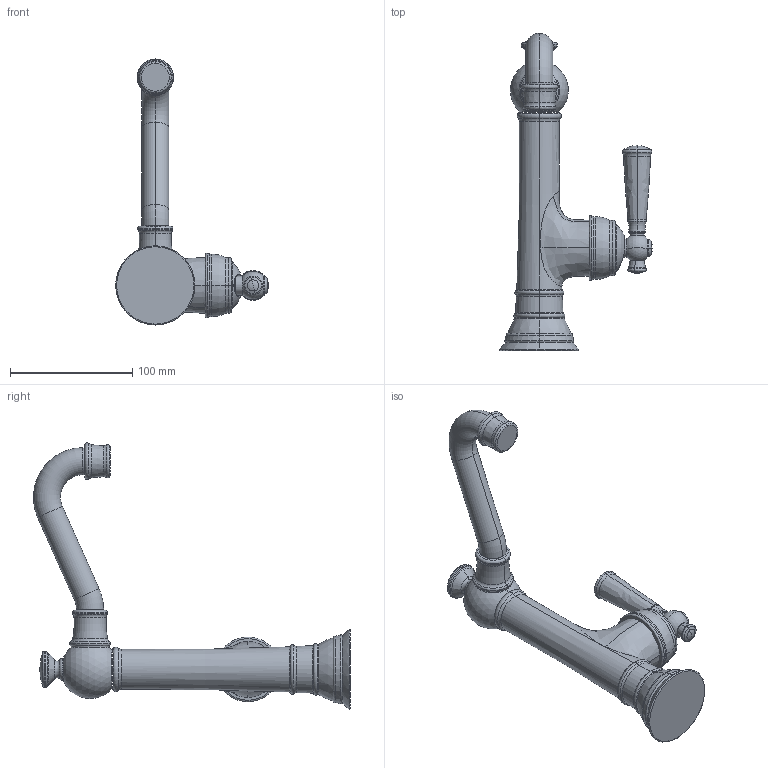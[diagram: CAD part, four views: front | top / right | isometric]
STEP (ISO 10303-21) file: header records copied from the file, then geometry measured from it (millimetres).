
FILE_DESCRIPTION((''),'2;1');
FILE_NAME('2470-5203','2021-05-12T08:55:41',('rsmith'),(''),'CREO PARAMETRIC BY PTC INC, 2018400','CREO PARAMETRIC BY PTC INC, 2018400','');
FILE_SCHEMA(('AUTOMOTIVE_DESIGN { 1 0 10303 214 1 1 1 1 }'));
Length unit declared in the file: inch
Products named in the file (1): 2470-5203
Bounding box: 124.68 x 258.99 x 217.45 mm (x, y, z)
Volume: 480111 mm3; surface area: 66476.6 mm2
Topology: 2 solids, 2 shells, 191 faces, 399 edges, 217 vertices
Faces by surface type: torus 96, cylinder 22, bspline 22, plane 16, revolution 16, sphere 14, cone 5
Entity records: 9797 total; most frequent: CARTESIAN_POINT 3134, DIRECTION 970, ORIENTED_EDGE 782, PRESENTATION_STYLE_ASSIGNMENT 544, AXIS2_PLACEMENT_3D 462, STYLED_ITEM 395, CURVE_STYLE 393, EDGE_CURVE 391
